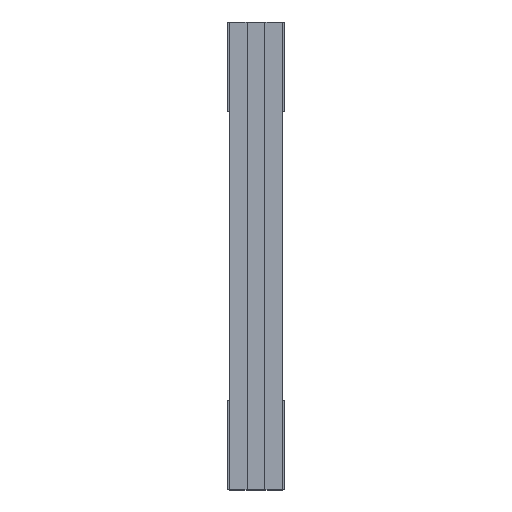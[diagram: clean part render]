
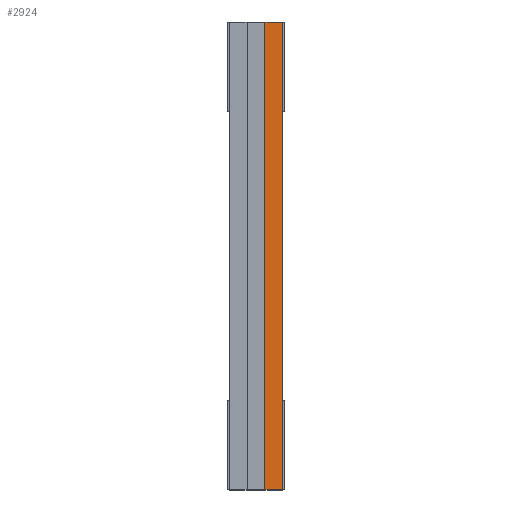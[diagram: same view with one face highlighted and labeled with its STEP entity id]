
A CAD part, left-side view. The second image highlights one B-rep face of the part: STEP entity #2924.
In plain terms, the highlighted planar face has unit normal (-1, 0, 0).
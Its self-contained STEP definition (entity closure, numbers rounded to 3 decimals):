
#26 = CARTESIAN_POINT ( 'NONE',  ( -4.05, 0.45, 0. ) ) ;
#109 = LINE ( 'NONE', #1803, #1746 ) ;
#142 = VERTEX_POINT ( 'NONE', #1533 ) ;
#295 = EDGE_CURVE ( 'NONE', #2584, #1827, #783, .T. ) ;
#329 = LINE ( 'NONE', #1714, #915 ) ;
#503 = EDGE_CURVE ( 'NONE', #2584, #2320, #3065, .T. ) ;
#555 = CARTESIAN_POINT ( 'NONE',  ( -4.05, 0.45, 0. ) ) ;
#589 = EDGE_LOOP ( 'NONE', ( #836, #1558, #2843, #790 ) ) ;
#783 = LINE ( 'NONE', #555, #940 ) ;
#790 = ORIENTED_EDGE ( 'NONE', *, *, #503, .T. ) ;
#836 = ORIENTED_EDGE ( 'NONE', *, *, #2246, .T. ) ;
#909 = EDGE_CURVE ( 'NONE', #1827, #142, #109, .T. ) ;
#915 = VECTOR ( 'NONE', #2680, 1000. ) ;
#940 = VECTOR ( 'NONE', #2561, 1000. ) ;
#1206 = PLANE ( 'NONE',  #2587 ) ;
#1246 = CARTESIAN_POINT ( 'NONE',  ( -4.05, 0.45, -5.25 ) ) ;
#1443 = DIRECTION ( 'NONE',  ( 1., 0., 0. ) ) ;
#1533 = CARTESIAN_POINT ( 'NONE',  ( -4.05, 0.05, 5.25 ) ) ;
#1547 = VECTOR ( 'NONE', #2577, 1000. ) ;
#1558 = ORIENTED_EDGE ( 'NONE', *, *, #909, .F. ) ;
#1607 = CARTESIAN_POINT ( 'NONE',  ( -4.05, 0.45, -5.25 ) ) ;
#1714 = CARTESIAN_POINT ( 'NONE',  ( -4.05, 0.05, 0. ) ) ;
#1746 = VECTOR ( 'NONE', #2330, 1000. ) ;
#1803 = CARTESIAN_POINT ( 'NONE',  ( -4.05, 0.45, 5.25 ) ) ;
#1827 = VERTEX_POINT ( 'NONE', #2183 ) ;
#2183 = CARTESIAN_POINT ( 'NONE',  ( -4.05, 0.45, 5.25 ) ) ;
#2246 = EDGE_CURVE ( 'NONE', #2320, #142, #329, .T. ) ;
#2320 = VERTEX_POINT ( 'NONE', #2363 ) ;
#2330 = DIRECTION ( 'NONE',  ( 0., -1., 0. ) ) ;
#2363 = CARTESIAN_POINT ( 'NONE',  ( -4.05, 0.05, -5.25 ) ) ;
#2401 = DIRECTION ( 'NONE',  ( 0., 0., -1. ) ) ;
#2561 = DIRECTION ( 'NONE',  ( 0., 0., 1. ) ) ;
#2577 = DIRECTION ( 'NONE',  ( 0., -1., 0. ) ) ;
#2584 = VERTEX_POINT ( 'NONE', #1246 ) ;
#2587 = AXIS2_PLACEMENT_3D ( 'NONE', #26, #1443, #2401 ) ;
#2665 = FACE_OUTER_BOUND ( 'NONE', #589, .T. ) ;
#2680 = DIRECTION ( 'NONE',  ( 0., 0., 1. ) ) ;
#2843 = ORIENTED_EDGE ( 'NONE', *, *, #295, .F. ) ;
#2924 = ADVANCED_FACE ( 'NONE', ( #2665 ), #1206, .F. ) ;
#3065 = LINE ( 'NONE', #1607, #1547 ) ;
